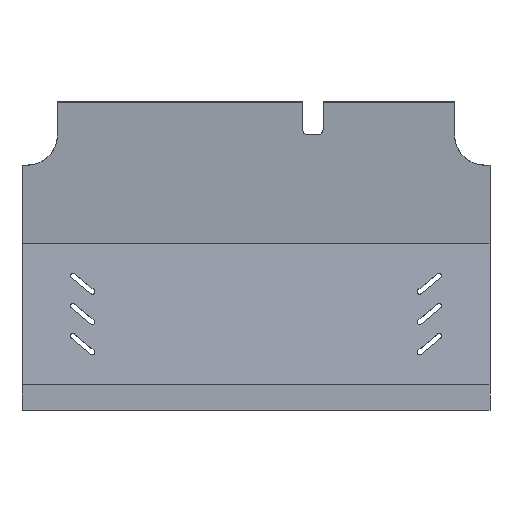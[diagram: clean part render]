
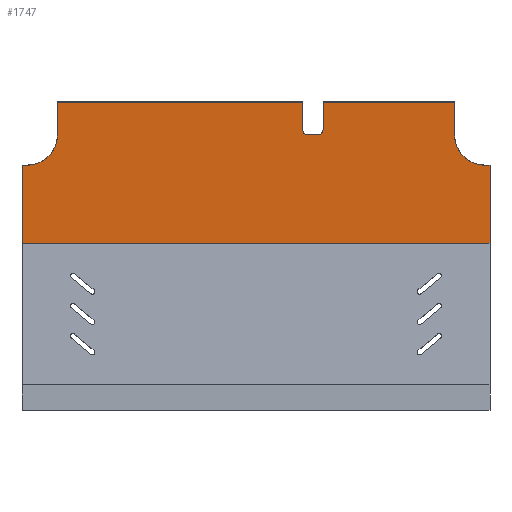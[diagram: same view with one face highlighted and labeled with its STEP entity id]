
A CAD part, front view. The second image highlights one B-rep face of the part: STEP entity #1747.
In plain terms, the highlighted planar face has unit normal (0, -0.998, -0.07).
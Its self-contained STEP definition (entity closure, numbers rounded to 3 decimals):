
#7 = VECTOR ( 'NONE', #236, 1000. ) ;
#9 = AXIS2_PLACEMENT_3D ( 'NONE', #1714, #1080, #450 ) ;
#17 = VECTOR ( 'NONE', #1867, 1000. ) ;
#29 = CARTESIAN_POINT ( 'NONE',  ( 0., 8.72, 483.94 ) ) ;
#44 = ORIENTED_EDGE ( 'NONE', *, *, #918, .F. ) ;
#118 = VECTOR ( 'NONE', #1909, 1000. ) ;
#120 = CARTESIAN_POINT ( 'NONE',  ( 555., 3.837, 553.77 ) ) ;
#124 = CARTESIAN_POINT ( 'NONE',  ( 10., 8.72, 483.94 ) ) ;
#125 = DIRECTION ( 'NONE',  ( 0., 0.07, -0.998 ) ) ;
#128 = EDGE_CURVE ( 'NONE', #930, #1487, #1689, .T. ) ;
#161 = CARTESIAN_POINT ( 'NONE',  ( 855., 0., 608.636 ) ) ;
#171 = DIRECTION ( 'NONE',  ( 0., -0.998, -0.07 ) ) ;
#187 = LINE ( 'NONE', #1984, #1092 ) ;
#217 = CARTESIAN_POINT ( 'NONE',  ( 70., 19.532, 329.318 ) ) ;
#226 = ORIENTED_EDGE ( 'NONE', *, *, #1139, .F. ) ;
#236 = DIRECTION ( 'NONE',  ( -1., 0., 0. ) ) ;
#243 = VECTOR ( 'NONE', #1437, 1000. ) ;
#274 = CARTESIAN_POINT ( 'NONE',  ( 595., 0., 608.636 ) ) ;
#288 = ORIENTED_EDGE ( 'NONE', *, *, #1396, .F. ) ;
#299 = DIRECTION ( 'NONE',  ( 0., -0.07, 0.998 ) ) ;
#307 = AXIS2_PLACEMENT_3D ( 'NONE', #1379, #1255, #299 ) ;
#311 = ORIENTED_EDGE ( 'NONE', *, *, #549, .T. ) ;
#319 = EDGE_CURVE ( 'NONE', #1028, #800, #1043, .T. ) ;
#351 = ORIENTED_EDGE ( 'NONE', *, *, #1109, .F. ) ;
#361 = LINE ( 'NONE', #217, #946 ) ;
#383 = VERTEX_POINT ( 'NONE', #1093 ) ;
#393 = EDGE_LOOP ( 'NONE', ( #541, #311, #707, #1309, #1907, #1393, #1758, #620, #226, #430, #1980, #351, #2034, #288, #645, #44 ) ) ;
#396 = LINE ( 'NONE', #1023, #678 ) ;
#397 = CARTESIAN_POINT ( 'NONE',  ( 925., 0., 608.636 ) ) ;
#401 = EDGE_CURVE ( 'NONE', #975, #1899, #1337, .T. ) ;
#402 = DIRECTION ( 'NONE',  ( 0., -0.07, 0.998 ) ) ;
#428 = CARTESIAN_POINT ( 'NONE',  ( 925., 4.534, 543.794 ) ) ;
#430 = ORIENTED_EDGE ( 'NONE', *, *, #319, .F. ) ;
#431 = DIRECTION ( 'NONE',  ( 0., 0.07, -0.998 ) ) ;
#450 = DIRECTION ( 'NONE',  ( 0., -0.07, 0.998 ) ) ;
#470 = CARTESIAN_POINT ( 'NONE',  ( 565., 4.534, 543.794 ) ) ;
#480 = VERTEX_POINT ( 'NONE', #1751 ) ;
#482 = LINE ( 'NONE', #1281, #243 ) ;
#501 = LINE ( 'NONE', #1367, #1966 ) ;
#505 = CARTESIAN_POINT ( 'NONE',  ( 555., 0., 608.636 ) ) ;
#541 = ORIENTED_EDGE ( 'NONE', *, *, #969, .T. ) ;
#549 = EDGE_CURVE ( 'NONE', #808, #383, #482, .T. ) ;
#602 = EDGE_CURVE ( 'NONE', #1199, #770, #1578, .T. ) ;
#620 = ORIENTED_EDGE ( 'NONE', *, *, #1466, .T. ) ;
#645 = ORIENTED_EDGE ( 'NONE', *, *, #401, .F. ) ;
#647 = VERTEX_POINT ( 'NONE', #852 ) ;
#664 = LINE ( 'NONE', #1205, #1302 ) ;
#671 = VERTEX_POINT ( 'NONE', #120 ) ;
#678 = VECTOR ( 'NONE', #1825, 1000. ) ;
#690 = EDGE_CURVE ( 'NONE', #671, #1028, #1228, .T. ) ;
#705 = DIRECTION ( 'NONE',  ( 0., 0.998, 0.07 ) ) ;
#707 = ORIENTED_EDGE ( 'NONE', *, *, #1614, .F. ) ;
#713 = AXIS2_PLACEMENT_3D ( 'NONE', #1814, #705, #1192 ) ;
#718 = DIRECTION ( 'NONE',  ( 1., 0., 0. ) ) ;
#770 = VERTEX_POINT ( 'NONE', #274 ) ;
#773 = CARTESIAN_POINT ( 'NONE',  ( 555., 19.532, 329.318 ) ) ;
#800 = VERTEX_POINT ( 'NONE', #1200 ) ;
#808 = VERTEX_POINT ( 'NONE', #1052 ) ;
#810 = DIRECTION ( 'NONE',  ( 0., -0.07, 0.998 ) ) ;
#852 = CARTESIAN_POINT ( 'NONE',  ( 70., 0., 608.636 ) ) ;
#865 = CARTESIAN_POINT ( 'NONE',  ( 925., 0., 608.636 ) ) ;
#918 = EDGE_CURVE ( 'NONE', #1331, #975, #187, .T. ) ;
#925 = EDGE_CURVE ( 'NONE', #1487, #1199, #1551, .T. ) ;
#930 = VERTEX_POINT ( 'NONE', #1204 ) ;
#941 = AXIS2_PLACEMENT_3D ( 'NONE', #1530, #1213, #402 ) ;
#946 = VECTOR ( 'NONE', #810, 1000. ) ;
#969 = EDGE_CURVE ( 'NONE', #1331, #808, #501, .T. ) ;
#972 = CARTESIAN_POINT ( 'NONE',  ( 925., 8.72, 483.94 ) ) ;
#975 = VERTEX_POINT ( 'NONE', #124 ) ;
#987 = DIRECTION ( 'NONE',  ( -1., 0., 0. ) ) ;
#1023 = CARTESIAN_POINT ( 'NONE',  ( 595., 19.532, 329.318 ) ) ;
#1028 = VERTEX_POINT ( 'NONE', #470 ) ;
#1043 = LINE ( 'NONE', #428, #1363 ) ;
#1049 = VECTOR ( 'NONE', #1848, 1000. ) ;
#1052 = CARTESIAN_POINT ( 'NONE',  ( 0., 19.512, 329.597 ) ) ;
#1080 = DIRECTION ( 'NONE',  ( 0., -0.998, -0.07 ) ) ;
#1092 = VECTOR ( 'NONE', #718, 1000. ) ;
#1093 = CARTESIAN_POINT ( 'NONE',  ( 925., 19.512, 329.597 ) ) ;
#1109 = EDGE_CURVE ( 'NONE', #2010, #671, #1524, .T. ) ;
#1139 = EDGE_CURVE ( 'NONE', #800, #480, #1191, .T. ) ;
#1145 = LINE ( 'NONE', #1589, #118 ) ;
#1185 = CARTESIAN_POINT ( 'NONE',  ( 855., 4.534, 543.794 ) ) ;
#1191 = CIRCLE ( 'NONE', #1336, 10. ) ;
#1192 = DIRECTION ( 'NONE',  ( 0., -0.07, 0.998 ) ) ;
#1199 = VERTEX_POINT ( 'NONE', #161 ) ;
#1200 = CARTESIAN_POINT ( 'NONE',  ( 585., 4.534, 543.794 ) ) ;
#1204 = CARTESIAN_POINT ( 'NONE',  ( 915., 8.72, 483.94 ) ) ;
#1205 = CARTESIAN_POINT ( 'NONE',  ( 925., 19.532, 329.318 ) ) ;
#1212 = EDGE_CURVE ( 'NONE', #1334, #930, #1145, .T. ) ;
#1213 = DIRECTION ( 'NONE',  ( 0., -0.998, -0.07 ) ) ;
#1228 = CIRCLE ( 'NONE', #941, 10. ) ;
#1248 = VECTOR ( 'NONE', #987, 1000. ) ;
#1255 = DIRECTION ( 'NONE',  ( 0., 0.998, 0.07 ) ) ;
#1258 = LINE ( 'NONE', #865, #7 ) ;
#1273 = DIRECTION ( 'NONE',  ( 1., 0., 0. ) ) ;
#1280 = CARTESIAN_POINT ( 'NONE',  ( 585., 3.837, 553.77 ) ) ;
#1281 = CARTESIAN_POINT ( 'NONE',  ( 925., 19.512, 329.597 ) ) ;
#1293 = CARTESIAN_POINT ( 'NONE',  ( 70., 4.534, 543.794 ) ) ;
#1302 = VECTOR ( 'NONE', #125, 1000. ) ;
#1309 = ORIENTED_EDGE ( 'NONE', *, *, #1212, .T. ) ;
#1331 = VERTEX_POINT ( 'NONE', #29 ) ;
#1334 = VERTEX_POINT ( 'NONE', #972 ) ;
#1336 = AXIS2_PLACEMENT_3D ( 'NONE', #1280, #171, #1415 ) ;
#1337 = CIRCLE ( 'NONE', #9, 60. ) ;
#1363 = VECTOR ( 'NONE', #1273, 1000. ) ;
#1367 = CARTESIAN_POINT ( 'NONE',  ( 0., 19.532, 329.318 ) ) ;
#1379 = CARTESIAN_POINT ( 'NONE',  ( 925., 19.532, 329.318 ) ) ;
#1393 = ORIENTED_EDGE ( 'NONE', *, *, #925, .T. ) ;
#1396 = EDGE_CURVE ( 'NONE', #1899, #647, #361, .T. ) ;
#1415 = DIRECTION ( 'NONE',  ( 0., -0.07, 0.998 ) ) ;
#1437 = DIRECTION ( 'NONE',  ( 1., 0., 0. ) ) ;
#1466 = EDGE_CURVE ( 'NONE', #770, #480, #396, .T. ) ;
#1487 = VERTEX_POINT ( 'NONE', #1185 ) ;
#1524 = LINE ( 'NONE', #773, #17 ) ;
#1530 = CARTESIAN_POINT ( 'NONE',  ( 565., 3.837, 553.77 ) ) ;
#1551 = LINE ( 'NONE', #1690, #1049 ) ;
#1578 = LINE ( 'NONE', #397, #1248 ) ;
#1589 = CARTESIAN_POINT ( 'NONE',  ( 925., 8.72, 483.94 ) ) ;
#1614 = EDGE_CURVE ( 'NONE', #1334, #383, #664, .T. ) ;
#1689 = CIRCLE ( 'NONE', #713, 60. ) ;
#1690 = CARTESIAN_POINT ( 'NONE',  ( 855., 19.532, 329.318 ) ) ;
#1714 = CARTESIAN_POINT ( 'NONE',  ( 10., 4.534, 543.794 ) ) ;
#1747 = ADVANCED_FACE ( 'NONE', ( #1885 ), #1877, .F. ) ;
#1751 = CARTESIAN_POINT ( 'NONE',  ( 595., 3.837, 553.77 ) ) ;
#1758 = ORIENTED_EDGE ( 'NONE', *, *, #602, .T. ) ;
#1814 = CARTESIAN_POINT ( 'NONE',  ( 915., 4.534, 543.794 ) ) ;
#1825 = DIRECTION ( 'NONE',  ( 0., 0.07, -0.998 ) ) ;
#1848 = DIRECTION ( 'NONE',  ( 0., -0.07, 0.998 ) ) ;
#1867 = DIRECTION ( 'NONE',  ( 0., 0.07, -0.998 ) ) ;
#1877 = PLANE ( 'NONE',  #307 ) ;
#1885 = FACE_OUTER_BOUND ( 'NONE', #393, .T. ) ;
#1899 = VERTEX_POINT ( 'NONE', #1293 ) ;
#1907 = ORIENTED_EDGE ( 'NONE', *, *, #128, .T. ) ;
#1909 = DIRECTION ( 'NONE',  ( -1., 0., 0. ) ) ;
#1966 = VECTOR ( 'NONE', #431, 1000. ) ;
#1980 = ORIENTED_EDGE ( 'NONE', *, *, #690, .F. ) ;
#1984 = CARTESIAN_POINT ( 'NONE',  ( 925., 8.72, 483.94 ) ) ;
#2010 = VERTEX_POINT ( 'NONE', #505 ) ;
#2022 = EDGE_CURVE ( 'NONE', #2010, #647, #1258, .T. ) ;
#2034 = ORIENTED_EDGE ( 'NONE', *, *, #2022, .T. ) ;
